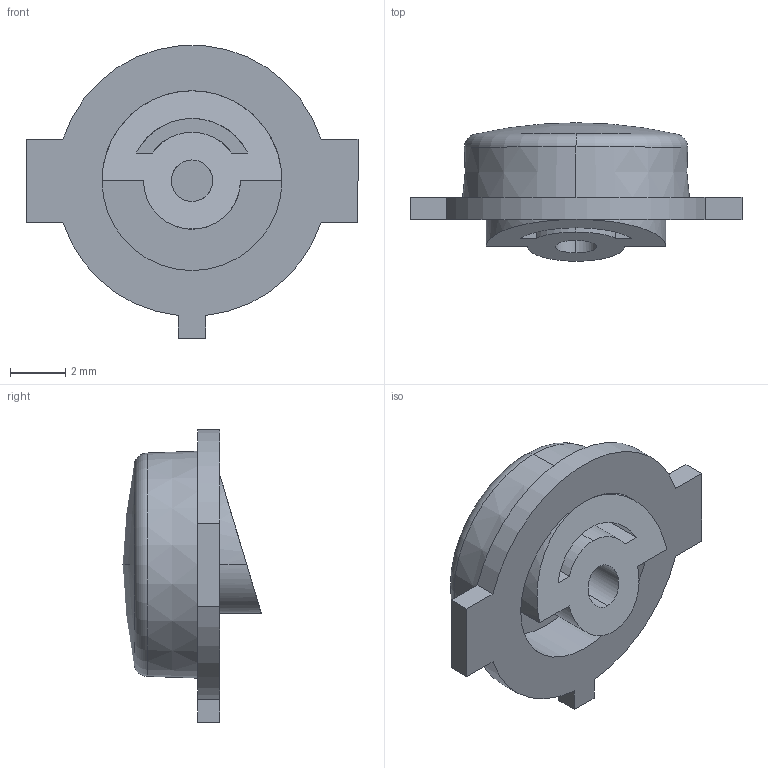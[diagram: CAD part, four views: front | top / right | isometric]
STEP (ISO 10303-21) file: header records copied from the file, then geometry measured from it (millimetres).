
FILE_DESCRIPTION (( 'STEP AP214' ), '1' );
FILE_NAME ('ps-org.STEP', '2021-09-05T11:51:42', ( 'NoNo' ), ( '' ), 'SwSTEP 2.0', 'SolidWorks 2012', '' );
FILE_SCHEMA (( 'AUTOMOTIVE_DESIGN' ));
Length unit declared in the file: millimetre
Products named in the file (1): ps-org
Bounding box: 12 x 5 x 10.58 mm (x, y, z)
Volume: 170.5 mm3; surface area: 343.7 mm2
Topology: 1 solids, 1 shells, 40 faces, 108 edges, 70 vertices
Faces by surface type: plane 21, cylinder 13, torus 2, sphere 2, cone 2
Entity records: 1301 total; most frequent: CARTESIAN_POINT 246, DIRECTION 216, ORIENTED_EDGE 216, EDGE_CURVE 108, AXIS2_PLACEMENT_3D 76, VERTEX_POINT 70, LINE 64, VECTOR 64
